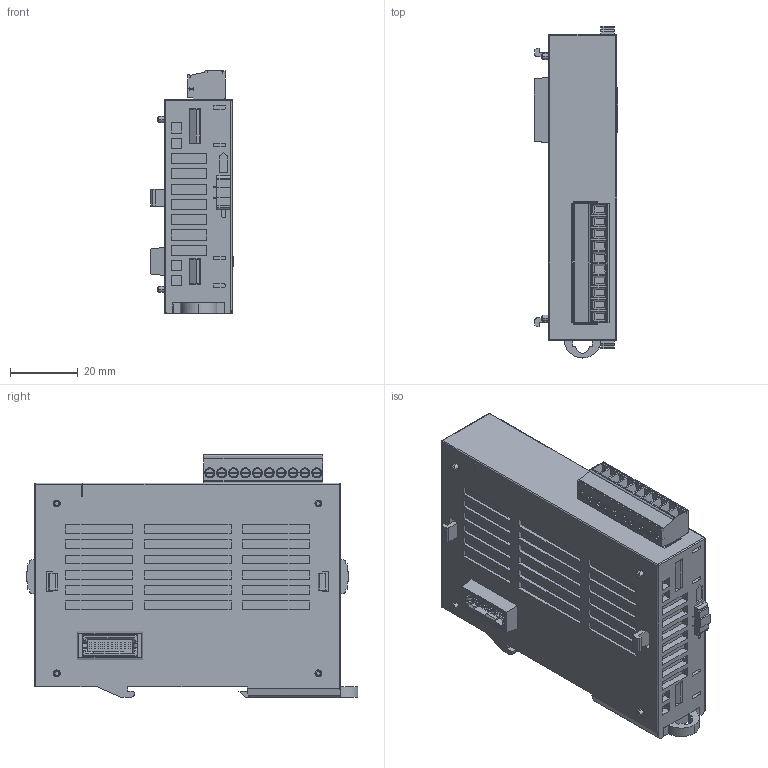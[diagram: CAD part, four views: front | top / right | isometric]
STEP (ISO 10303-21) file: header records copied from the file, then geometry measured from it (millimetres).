
FILE_DESCRIPTION (( 'STEP AP214' ), '1' );
FILE_NAME ('XBE-DC08A nc din clip 6 bad faces cut1 coord fxt.STEP', '2023-07-17T17:02:46', ( '' ), ( '' ), 'SwSTEP 2.0', 'SolidWorks 2021', '' );
FILE_SCHEMA (( 'AUTOMOTIVE_DESIGN' ));
Length unit declared in the file: inch
Products named in the file (1): XBE-DC08A nc din clip 6 bad faces cut1 coord fxt
Bounding box: 24.53 x 97.63 x 71.5 mm (x, y, z)
Volume: 107674.5 mm3; surface area: 29188.4 mm2
Topology: 1 solids, 15 shells, 2347 faces, 6354 edges, 4116 vertices
Faces by surface type: plane 1755, cylinder 404, cone 102, bspline 70, torus 16
Entity records: 78831 total; most frequent: CARTESIAN_POINT 20273, ORIENTED_EDGE 12690, DIRECTION 11205, EDGE_CURVE 6345, LINE 4985, VECTOR 4985, VERTEX_POINT 4116, AXIS2_PLACEMENT_3D 3110
